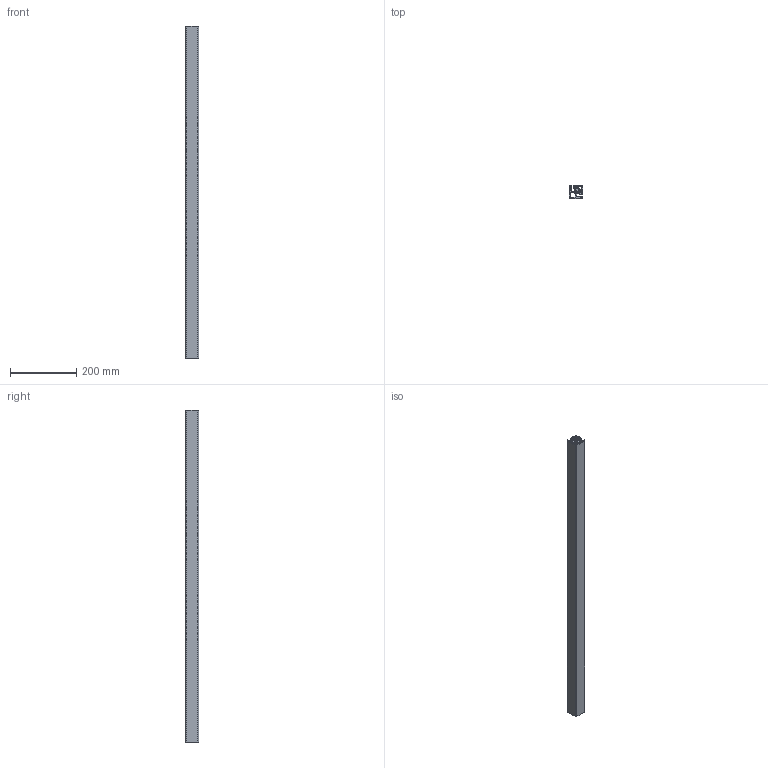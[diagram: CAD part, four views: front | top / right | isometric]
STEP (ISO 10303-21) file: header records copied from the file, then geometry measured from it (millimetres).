
FILE_DESCRIPTION(/* description */ (''),/* implementation_level */ '2;1');
FILE_NAME(/* name */ '10115_KriTec_Klemmprofil_8_40x40-90°.stp',/* time_stamp */ '2014-10-06T14:57:20+02:00',/* author */ ('kostic'),/* organization */ (''),/* preprocessor_version */ 'ST-DEVELOPER v15.2',/* originating_system */ 'Autodesk Inventor 2014',/* authorisation */ '');
FILE_SCHEMA (('AUTOMOTIVE_DESIGN { 1 0 10303 214 3 1 1 }'));
Length unit declared in the file: millimetre
Products named in the file (1): 10115_KriTec_Klemmprofil_8_40x40-90°
Bounding box: 40 x 40 x 1000 mm (x, y, z)
Volume: 740085.3 mm3; surface area: 525178.1 mm2
Topology: 3 solids, 3 shells, 361 faces, 1065 edges, 710 vertices
Faces by surface type: cylinder 183, plane 178
Full cylindrical faces by diameter (mm): 6.8 x1
Entity records: 12171 total; most frequent: DIRECTION 2154, CARTESIAN_POINT 2136, ORIENTED_EDGE 2128, EDGE_CURVE 1064, AXIS2_PLACEMENT_3D 728, VERTEX_POINT 710, LINE 698, VECTOR 698
